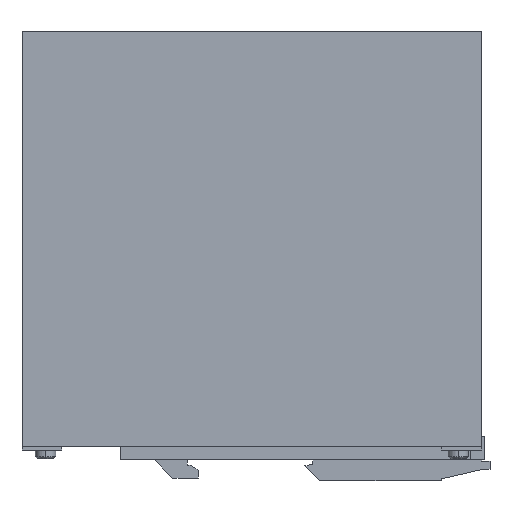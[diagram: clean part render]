
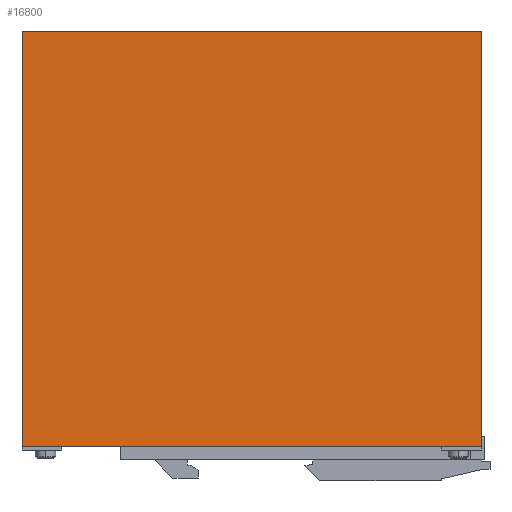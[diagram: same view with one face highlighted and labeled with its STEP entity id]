
A CAD part, left-side view. The second image highlights one B-rep face of the part: STEP entity #16800.
In plain terms, the highlighted planar face has unit normal (-1, 0, 0).
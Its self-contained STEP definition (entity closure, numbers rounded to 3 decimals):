
#239 = FACE_OUTER_BOUND ( 'NONE', #13649, .T. ) ;
#584 = ORIENTED_EDGE ( 'NONE', *, *, #8868, .F. ) ;
#964 = CARTESIAN_POINT ( 'NONE',  ( -27.5, 63.5, 0.2 ) ) ;
#1630 = VECTOR ( 'NONE', #10554, 1000. ) ;
#1778 = EDGE_CURVE ( 'NONE', #2290, #17819, #7669, .T. ) ;
#1779 = ORIENTED_EDGE ( 'NONE', *, *, #16685, .F. ) ;
#2290 = VERTEX_POINT ( 'NONE', #14236 ) ;
#4456 = LINE ( 'NONE', #8955, #1630 ) ;
#5310 = CARTESIAN_POINT ( 'NONE',  ( -27.5, 63.5, -114.6 ) ) ;
#6658 = LINE ( 'NONE', #12949, #8215 ) ;
#7317 = CARTESIAN_POINT ( 'NONE',  ( -27.5, -63.5, 0.2 ) ) ;
#7573 = DIRECTION ( 'NONE',  ( 0., 1., 0. ) ) ;
#7669 = LINE ( 'NONE', #19780, #17360 ) ;
#8215 = VECTOR ( 'NONE', #8348, 1000. ) ;
#8348 = DIRECTION ( 'NONE',  ( 0., 0., 1. ) ) ;
#8868 = EDGE_CURVE ( 'NONE', #14907, #18981, #14683, .T. ) ;
#8955 = CARTESIAN_POINT ( 'NONE',  ( -27.5, -63.5, 0.2 ) ) ;
#9624 = AXIS2_PLACEMENT_3D ( 'NONE', #10960, #11150, #17070 ) ;
#10554 = DIRECTION ( 'NONE',  ( 0., 0., -1. ) ) ;
#10960 = CARTESIAN_POINT ( 'NONE',  ( -27.5, 0., 0. ) ) ;
#11150 = DIRECTION ( 'NONE',  ( -1., 0., 0. ) ) ;
#12290 = EDGE_CURVE ( 'NONE', #17819, #14907, #6658, .T. ) ;
#12451 = PLANE ( 'NONE',  #9624 ) ;
#12495 = CARTESIAN_POINT ( 'NONE',  ( -27.5, 63.5, 0.2 ) ) ;
#12949 = CARTESIAN_POINT ( 'NONE',  ( -27.5, 63.5, 0.2 ) ) ;
#13614 = VECTOR ( 'NONE', #17700, 1000. ) ;
#13649 = EDGE_LOOP ( 'NONE', ( #18661, #14207, #1779, #584 ) ) ;
#14207 = ORIENTED_EDGE ( 'NONE', *, *, #1778, .F. ) ;
#14236 = CARTESIAN_POINT ( 'NONE',  ( -27.5, -63.5, -114.6 ) ) ;
#14683 = LINE ( 'NONE', #964, #13614 ) ;
#14907 = VERTEX_POINT ( 'NONE', #12495 ) ;
#16685 = EDGE_CURVE ( 'NONE', #18981, #2290, #4456, .T. ) ;
#16800 = ADVANCED_FACE ( 'NONE', ( #239 ), #12451, .T. ) ;
#17070 = DIRECTION ( 'NONE',  ( 0., 0., 1. ) ) ;
#17360 = VECTOR ( 'NONE', #7573, 1000. ) ;
#17700 = DIRECTION ( 'NONE',  ( 0., -1., 0. ) ) ;
#17819 = VERTEX_POINT ( 'NONE', #5310 ) ;
#18661 = ORIENTED_EDGE ( 'NONE', *, *, #12290, .F. ) ;
#18981 = VERTEX_POINT ( 'NONE', #7317 ) ;
#19780 = CARTESIAN_POINT ( 'NONE',  ( -27.5, -63.5, -114.6 ) ) ;
